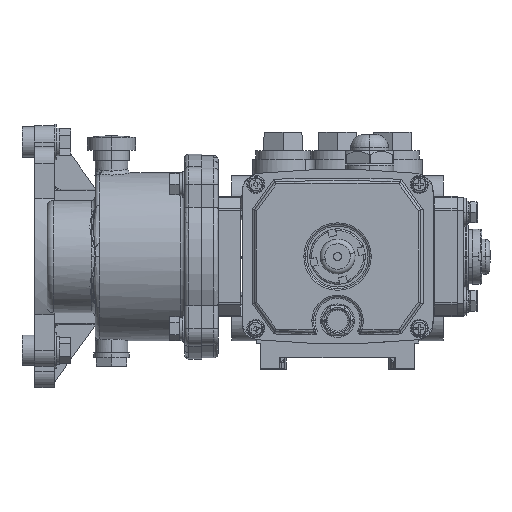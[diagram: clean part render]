
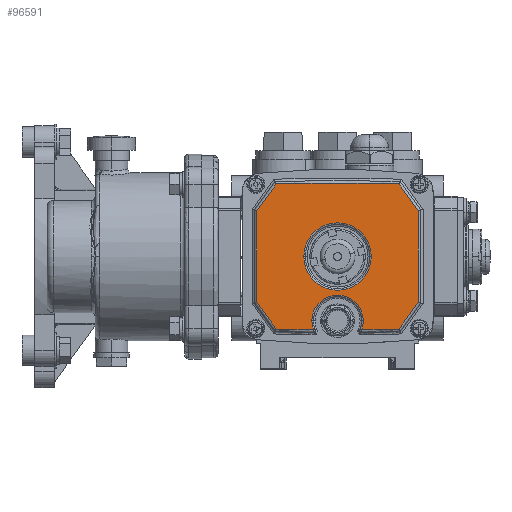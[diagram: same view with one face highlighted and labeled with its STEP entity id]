
A CAD part, top view. The second image highlights one B-rep face of the part: STEP entity #96591.
In plain terms, the highlighted planar face has unit normal (0, 0, 1).
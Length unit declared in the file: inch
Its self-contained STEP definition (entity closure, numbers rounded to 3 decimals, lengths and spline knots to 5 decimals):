
#678 = EDGE_CURVE ( 'NONE', #7219, #73898, #80864, .T. ) ;
#2759 = EDGE_CURVE ( 'NONE', #73898, #96433, #29289, .T. ) ;
#3137 = CARTESIAN_POINT ( 'NONE',  ( -4.90791, -5.80681, 9.59646 ) ) ;
#3223 = CARTESIAN_POINT ( 'NONE',  ( -5.49656, -59.37502, 9.59646 ) ) ;
#5066 = ORIENTED_EDGE ( 'NONE', *, *, #678, .T. ) ;
#5797 = CARTESIAN_POINT ( 'NONE',  ( 18.90107, -41.84997, 9.59646 ) ) ;
#6438 = ORIENTED_EDGE ( 'NONE', *, *, #54170, .T. ) ;
#6587 = CARTESIAN_POINT ( 'NONE',  ( -5.49656, -5.58255, 9.59646 ) ) ;
#6661 = EDGE_CURVE ( 'NONE', #16715, #32965, #63577, .T. ) ;
#7219 = VERTEX_POINT ( 'NONE', #49455 ) ;
#8415 = ORIENTED_EDGE ( 'NONE', *, *, #106536, .T. ) ;
#9223 = DIRECTION ( 'NONE',  ( 0., 1., 0. ) ) ;
#9395 = DIRECTION ( 'NONE',  ( 0., 0., -1. ) ) ;
#10656 = AXIS2_PLACEMENT_3D ( 'NONE', #56802, #90198, #15127 ) ;
#10973 = ORIENTED_EDGE ( 'NONE', *, *, #6661, .T. ) ;
#11108 = ORIENTED_EDGE ( 'NONE', *, *, #56066, .T. ) ;
#11706 = CIRCLE ( 'NONE', #72985, 57.16938 ) ;
#12019 = VECTOR ( 'NONE', #9223, 39.37008 ) ;
#13469 = AXIS2_PLACEMENT_3D ( 'NONE', #105616, #30578, #63987 ) ;
#14180 = CARTESIAN_POINT ( 'NONE',  ( -4.86664, -5.58255, 9.59646 ) ) ;
#14698 = LINE ( 'NONE', #73309, #78365 ) ;
#15127 = DIRECTION ( 'NONE',  ( -1., 0., 0. ) ) ;
#16650 = EDGE_LOOP ( 'NONE', ( #20498, #19385 ) ) ;
#16715 = VERTEX_POINT ( 'NONE', #87261 ) ;
#17895 = CARTESIAN_POINT ( 'NONE',  ( -33.56816, -39.21092, 9.59646 ) ) ;
#18354 = ORIENTED_EDGE ( 'NONE', *, *, #57375, .T. ) ;
#19385 = ORIENTED_EDGE ( 'NONE', *, *, #105380, .T. ) ;
#19450 = CARTESIAN_POINT ( 'NONE',  ( -5.49656, -59.37502, 9.59646 ) ) ;
#19752 = VERTEX_POINT ( 'NONE', #14180 ) ;
#20267 = CARTESIAN_POINT ( 'NONE',  ( -7.00113, -5.79004, 9.59646 ) ) ;
#20498 = ORIENTED_EDGE ( 'NONE', *, *, #80226, .T. ) ;
#21905 = DIRECTION ( 'NONE',  ( 0.583, 0.812, 0. ) ) ;
#24341 = LINE ( 'NONE', #57783, #103001 ) ;
#26009 = CARTESIAN_POINT ( 'NONE',  ( -3.51821, -5.13047, 9.59646 ) ) ;
#26580 = ORIENTED_EDGE ( 'NONE', *, *, #57553, .T. ) ;
#27647 = FACE_BOUND ( 'NONE', #16650, .T. ) ;
#28878 = VERTEX_POINT ( 'NONE', #3137 ) ;
#28977 = DIRECTION ( 'NONE',  ( 0., 0., -1. ) ) ;
#29289 = CIRCLE ( 'NONE', #90545, 57.16938 ) ;
#29504 = CARTESIAN_POINT ( 'NONE',  ( -5.49656, 51.35953, 9.59646 ) ) ;
#29899 = CARTESIAN_POINT ( 'NONE',  ( -5.49656, 51.35953, 9.59646 ) ) ;
#30578 = DIRECTION ( 'NONE',  ( 0., 0., -1. ) ) ;
#32965 = VERTEX_POINT ( 'NONE', #26009 ) ;
#35017 = VECTOR ( 'NONE', #51318, 39.37008 ) ;
#36674 = DIRECTION ( 'NONE',  ( 0., 0., 1. ) ) ;
#38498 = AXIS2_PLACEMENT_3D ( 'NONE', #84473, #9395, #42796 ) ;
#38522 = VECTOR ( 'NONE', #21905, 39.37008 ) ;
#38530 = CIRCLE ( 'NONE', #99748, 57.16938 ) ;
#39199 = DIRECTION ( 'NONE',  ( 0.583, -0.812, 0. ) ) ;
#40005 = DIRECTION ( 'NONE',  ( 0., 0., -1. ) ) ;
#40927 = ORIENTED_EDGE ( 'NONE', *, *, #77869, .T. ) ;
#42796 = DIRECTION ( 'NONE',  ( -1., 0., 0. ) ) ;
#44817 = EDGE_CURVE ( 'NONE', #32965, #90035, #50873, .T. ) ;
#49455 = CARTESIAN_POINT ( 'NONE',  ( -7.47491, -5.13047, 9.59646 ) ) ;
#50873 = LINE ( 'NONE', #84308, #12019 ) ;
#51318 = DIRECTION ( 'NONE',  ( -0.583, -0.812, 0. ) ) ;
#52862 = DIRECTION ( 'NONE',  ( 0., 0., -1. ) ) ;
#54170 = EDGE_CURVE ( 'NONE', #74697, #72668, #11706, .T. ) ;
#55141 = ORIENTED_EDGE ( 'NONE', *, *, #90025, .T. ) ;
#56066 = EDGE_CURVE ( 'NONE', #90035, #74697, #24341, .T. ) ;
#56303 = VERTEX_POINT ( 'NONE', #74846 ) ;
#56802 = CARTESIAN_POINT ( 'NONE',  ( -5.49656, -5.58255, 9.59646 ) ) ;
#57375 = EDGE_CURVE ( 'NONE', #72668, #105439, #92969, .T. ) ;
#57553 = EDGE_CURVE ( 'NONE', #28878, #16715, #38530, .T. ) ;
#57783 = CARTESIAN_POINT ( 'NONE',  ( 22.57503, -39.21092, 9.59646 ) ) ;
#57838 = AXIS2_PLACEMENT_3D ( 'NONE', #104011, #28977, #62411 ) ;
#57901 = AXIS2_PLACEMENT_3D ( 'NONE', #19450, #52862, #86288 ) ;
#57925 = CIRCLE ( 'NONE', #10656, 0.62992 ) ;
#59983 = CARTESIAN_POINT ( 'NONE',  ( -4.66979, -4.00775, 9.59646 ) ) ;
#60721 = CIRCLE ( 'NONE', #13469, 0.82677 ) ;
#61080 = FACE_OUTER_BOUND ( 'NONE', #77369, .T. ) ;
#61109 = ORIENTED_EDGE ( 'NONE', *, *, #2759, .T. ) ;
#62411 = DIRECTION ( 'NONE',  ( -1., 0., 0. ) ) ;
#62466 = VERTEX_POINT ( 'NONE', #90110 ) ;
#62962 = DIRECTION ( 'NONE',  ( 0., 0., 1. ) ) ;
#63328 = DIRECTION ( 'NONE',  ( 0., 0., 1. ) ) ;
#63577 = LINE ( 'NONE', #96959, #38522 ) ;
#63987 = DIRECTION ( 'NONE',  ( -1., 0., 0. ) ) ;
#68001 = CARTESIAN_POINT ( 'NONE',  ( -3.51821, -2.88503, 9.59646 ) ) ;
#68524 = VERTEX_POINT ( 'NONE', #59983 ) ;
#70109 = DIRECTION ( 'NONE',  ( -1., 0., 0. ) ) ;
#72668 = VERTEX_POINT ( 'NONE', #90469 ) ;
#72985 = AXIS2_PLACEMENT_3D ( 'NONE', #3223, #36674, #70109 ) ;
#73309 = CARTESIAN_POINT ( 'NONE',  ( -7.47491, -59.37502, 9.59646 ) ) ;
#73458 = DIRECTION ( 'NONE',  ( -1., 0., 0. ) ) ;
#73473 = CIRCLE ( 'NONE', #87460, 0.62992 ) ;
#73898 = VERTEX_POINT ( 'NONE', #20267 ) ;
#74697 = VERTEX_POINT ( 'NONE', #77701 ) ;
#74846 = CARTESIAN_POINT ( 'NONE',  ( -6.12648, -5.58255, 9.59646 ) ) ;
#77369 = EDGE_LOOP ( 'NONE', ( #61109, #40927, #55141, #92619, #26580, #10973, #79203, #11108, #6438, #18354, #8415, #5066 ) ) ;
#77701 = CARTESIAN_POINT ( 'NONE',  ( -3.99199, -2.22545, 9.59646 ) ) ;
#77869 = EDGE_CURVE ( 'NONE', #96433, #56303, #73473, .T. ) ;
#78365 = VECTOR ( 'NONE', #106723, 39.37008 ) ;
#79203 = ORIENTED_EDGE ( 'NONE', *, *, #44817, .T. ) ;
#80226 = EDGE_CURVE ( 'NONE', #62466, #68524, #105054, .T. ) ;
#80791 = EDGE_CURVE ( 'NONE', #19752, #28878, #57925, .T. ) ;
#80864 = LINE ( 'NONE', #5797, #93841 ) ;
#84308 = CARTESIAN_POINT ( 'NONE',  ( -3.51821, -59.37502, 9.59646 ) ) ;
#84473 = CARTESIAN_POINT ( 'NONE',  ( -5.49656, -5.58255, 9.59646 ) ) ;
#85744 = CIRCLE ( 'NONE', #38498, 0.62992 ) ;
#86288 = DIRECTION ( 'NONE',  ( -1., 0., 0. ) ) ;
#87261 = CARTESIAN_POINT ( 'NONE',  ( -3.99199, -5.79004, 9.59646 ) ) ;
#87460 = AXIS2_PLACEMENT_3D ( 'NONE', #6587, #40005, #73458 ) ;
#90025 = EDGE_CURVE ( 'NONE', #56303, #19752, #85744, .T. ) ;
#90035 = VERTEX_POINT ( 'NONE', #68001 ) ;
#90110 = CARTESIAN_POINT ( 'NONE',  ( -6.32333, -4.00775, 9.59646 ) ) ;
#90198 = DIRECTION ( 'NONE',  ( 0., 0., -1. ) ) ;
#90469 = CARTESIAN_POINT ( 'NONE',  ( -7.00113, -2.22545, 9.59646 ) ) ;
#90545 = AXIS2_PLACEMENT_3D ( 'NONE', #29504, #62962, #96361 ) ;
#91193 = DIRECTION ( 'NONE',  ( -0.583, 0.812, 0. ) ) ;
#92619 = ORIENTED_EDGE ( 'NONE', *, *, #80791, .T. ) ;
#92969 = LINE ( 'NONE', #17895, #35017 ) ;
#93841 = VECTOR ( 'NONE', #39199, 39.37008 ) ;
#94514 = PLANE ( 'NONE',  #57901 ) ;
#96361 = DIRECTION ( 'NONE',  ( -1., 0., 0. ) ) ;
#96433 = VERTEX_POINT ( 'NONE', #99461 ) ;
#96591 = ADVANCED_FACE ( 'NONE', ( #27647, #61080 ), #94514, .F. ) ;
#96715 = DIRECTION ( 'NONE',  ( -1., 0., 0. ) ) ;
#96959 = CARTESIAN_POINT ( 'NONE',  ( -29.89419, -41.84997, 9.59646 ) ) ;
#98481 = CARTESIAN_POINT ( 'NONE',  ( -7.47491, -2.88503, 9.59646 ) ) ;
#99461 = CARTESIAN_POINT ( 'NONE',  ( -6.08521, -5.80681, 9.59646 ) ) ;
#99748 = AXIS2_PLACEMENT_3D ( 'NONE', #29899, #63328, #96715 ) ;
#103001 = VECTOR ( 'NONE', #91193, 39.37008 ) ;
#104011 = CARTESIAN_POINT ( 'NONE',  ( -5.49656, -4.00775, 9.59646 ) ) ;
#105054 = CIRCLE ( 'NONE', #57838, 0.82677 ) ;
#105380 = EDGE_CURVE ( 'NONE', #68524, #62466, #60721, .T. ) ;
#105439 = VERTEX_POINT ( 'NONE', #98481 ) ;
#105616 = CARTESIAN_POINT ( 'NONE',  ( -5.49656, -4.00775, 9.59646 ) ) ;
#106536 = EDGE_CURVE ( 'NONE', #105439, #7219, #14698, .T. ) ;
#106723 = DIRECTION ( 'NONE',  ( 0., -1., 0. ) ) ;
